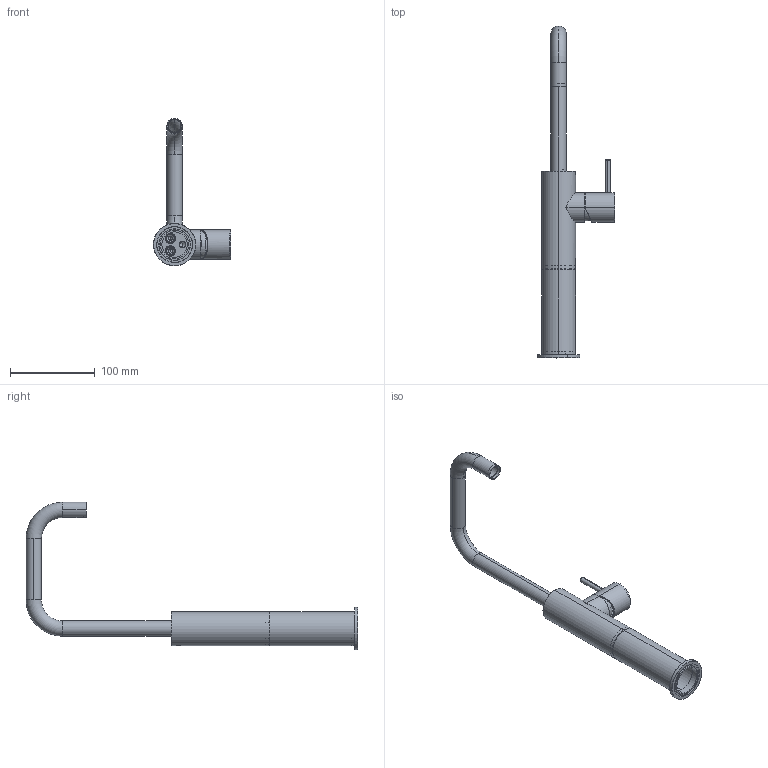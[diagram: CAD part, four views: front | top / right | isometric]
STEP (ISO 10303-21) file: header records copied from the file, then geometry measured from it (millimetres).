
FILE_DESCRIPTION (( 'STEP AP214' ), '1' );
FILE_NAME ('C35.0006.H 3D.STEP', '2023-01-19T08:50:48', ( '' ), ( '' ), 'SwSTEP 2.0', 'SolidWorks 2022', '' );
FILE_SCHEMA (( 'AUTOMOTIVE_DESIGN' ));
Length unit declared in the file: millimetre
Products named in the file (10): 0001-EMBELEZADOR_M30x1x8MM_000000000000.STEP; 0001 - CORPO LAVATORIO GIRATORIO P AUMENTO _40.STEP; 0001-AUMENTO_PARA_LAVAT_RIO__40x100MM_000000000000.STEP; 0001-ESPELHO__50x5MM_000000000000.STEP; 0001-POMULO _6x40.STEP; BICA _18 H X165 Y150 - M_DIA.STEP; 0001-CASQUILHO__35_000000000000.STEP; 0001-MANIPULO__35x35MM_QUADRA_000000000000.STEP; C35.0006.H 3D; C35.0006.H.STEP
Assembly tree (9 placements, depth 3):
  C35.0006.H 3D
    C35.0006.H.STEP
      0001-CASQUILHO__35_000000000000.STEP
      0001-EMBELEZADOR_M30x1x8MM_000000000000.STEP
      0001-ESPELHO__50x5MM_000000000000.STEP
      0001-MANIPULO__35x35MM_QUADRA_000000000000.STEP
      0001 - CORPO LAVATORIO GIRATORIO P AUMENTO _40.STEP
      0001-AUMENTO_PARA_LAVAT_RIO__40x100MM_000000000000.STEP
      0001-POMULO _6x40.STEP
      BICA _18 H X165 Y150 - M_DIA.STEP
Bounding box: 90.91 x 391.2 x 173.91 mm (x, y, z)
Volume: 172848.8 mm3; surface area: 109272.1 mm2
Topology: 8 solids, 8 shells, 319 faces, 707 edges, 418 vertices
Faces by surface type: cylinder 129, cone 104, plane 53, torus 24, bspline 5, sphere 4
Entity records: 11078 total; most frequent: CARTESIAN_POINT 3490, DIRECTION 1683, ORIENTED_EDGE 1392, AXIS2_PLACEMENT_3D 711, EDGE_CURVE 696, VERTEX_POINT 418, CIRCLE 384, EDGE_LOOP 364
